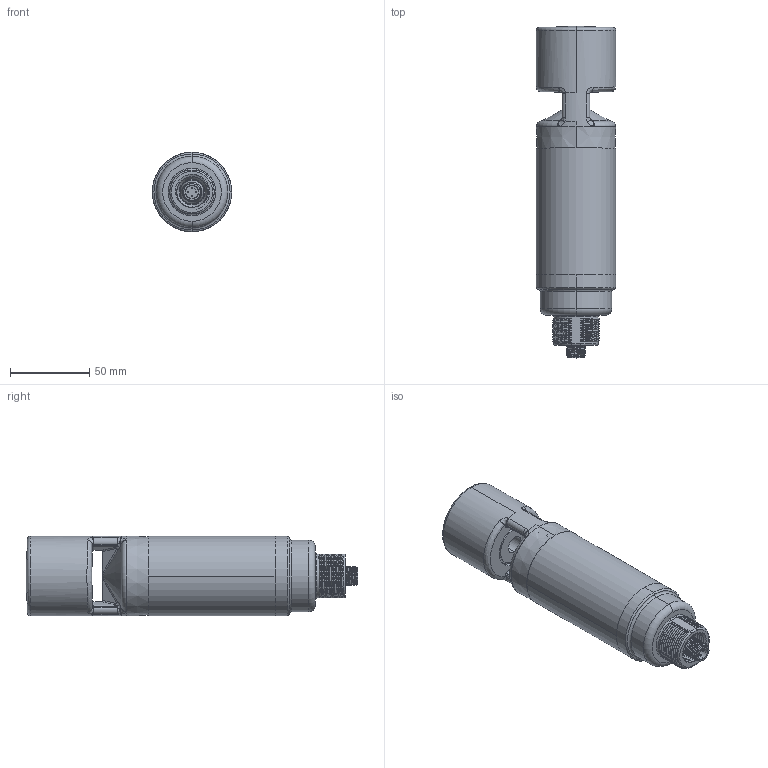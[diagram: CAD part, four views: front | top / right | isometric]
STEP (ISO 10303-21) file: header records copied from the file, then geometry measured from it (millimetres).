
FILE_DESCRIPTION((''),'2;1');
FILE_NAME('170570_ASM','2017-04-04T',('pdmadmin'),('BANNER ENGINEERING'),'CREO PARAMETRIC BY PTC INC, 2016260','CREO PARAMETRIC BY PTC INC, 2016260','');
FILE_SCHEMA(('CONFIG_CONTROL_DESIGN'));
Products named in the file (11): 168245; 168246; 168302; 168401; 140412_GENERIC; 144104; 144147; 140410_GENERIC; 141960; 08427; 170570_ASM
Assembly tree (10 placements, depth 2):
  170570_ASM
    168245
    168246
    168302
    168401
    140412_GENERIC
    144104
    144147
    140410_GENERIC
    141960
    08427
Bounding box: 50 x 209.22 x 50 mm (x, y, z)
Volume: 128550.9 mm3; surface area: 101089.1 mm2
Topology: 10 solids, 10 shells, 1123 faces, 2895 edges, 1844 vertices
Faces by surface type: plane 336, bspline 325, cylinder 318, cone 80, torus 62, sphere 2
Entity records: 86529 total; most frequent: CARTESIAN_POINT 61371, ORIENTED_EDGE 5782, DIRECTION 4347, EDGE_CURVE 2891, VERTEX_POINT 1844, AXIS2_PLACEMENT_3D 1652, EDGE_LOOP 1199, FACE_OUTER_BOUND 1123
